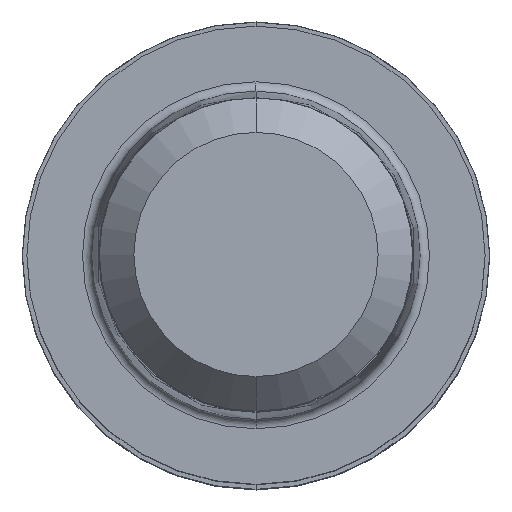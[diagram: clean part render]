
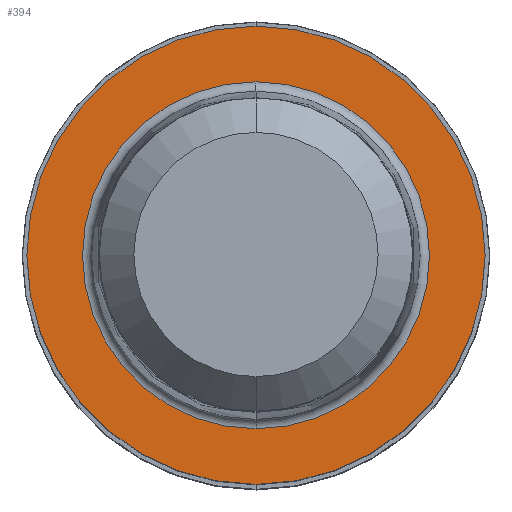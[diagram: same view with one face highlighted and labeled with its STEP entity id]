
A CAD part, top view. The second image highlights one B-rep face of the part: STEP entity #394.
In plain terms, the highlighted planar face has unit normal (0, 0, 1).
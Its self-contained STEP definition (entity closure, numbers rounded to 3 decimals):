
#196=VERTEX_POINT('',#487);
#218=EDGE_CURVE('',#276,#304,#512,.T.);
#252=VERTEX_POINT('',#551);
#276=VERTEX_POINT('',#577);
#304=VERTEX_POINT('',#609);
#322=EDGE_CURVE('',#196,#252,#629,.T.);
#382=EDGE_CURVE('',#304,#276,#697,.T.);
#394=ADVANCED_FACE('',(#710,#711),#712,.T.);
#436=EDGE_CURVE('',#252,#196,#763,.T.);
#487=CARTESIAN_POINT('',(0.0,4.9,0.01));
#512=CIRCLE('',#843,3.71);
#551=CARTESIAN_POINT('',(0.,-4.9,0.01));
#577=CARTESIAN_POINT('',(0.0,3.71,0.01));
#609=CARTESIAN_POINT('',(0.,-3.71,0.01));
#629=CIRCLE('',#1000,4.9);
#697=CIRCLE('',#1084,3.71);
#710=FACE_OUTER_BOUND('',#1100,.T.);
#711=FACE_BOUND('',#1101,.T.);
#712=PLANE('',#1102);
#763=CIRCLE('',#1162,4.9);
#843=AXIS2_PLACEMENT_3D('',#1227,#1228,#1229);
#1000=AXIS2_PLACEMENT_3D('',#1368,#1369,#1370);
#1084=AXIS2_PLACEMENT_3D('',#1467,#1468,#1469);
#1100=EDGE_LOOP('',(#1482,#1483));
#1101=EDGE_LOOP('',(#1484,#1485));
#1102=AXIS2_PLACEMENT_3D('',#1486,#1487,#1488);
#1162=AXIS2_PLACEMENT_3D('',#1565,#1566,#1567);
#1227=CARTESIAN_POINT('',(0.0,0.0,0.01));
#1228=DIRECTION('',(0.0,0.0,-1.0));
#1229=DIRECTION('',(0.0,1.0,0.0));
#1368=CARTESIAN_POINT('',(0.0,0.0,0.01));
#1369=DIRECTION('',(0.0,0.0,-1.0));
#1370=DIRECTION('',(0.0,1.0,0.0));
#1467=CARTESIAN_POINT('',(0.0,0.0,0.01));
#1468=DIRECTION('',(0.0,0.0,-1.0));
#1469=DIRECTION('',(0.0,1.0,0.0));
#1482=ORIENTED_EDGE('',*,*,#322,.F.);
#1483=ORIENTED_EDGE('',*,*,#436,.F.);
#1484=ORIENTED_EDGE('',*,*,#218,.T.);
#1485=ORIENTED_EDGE('',*,*,#382,.T.);
#1486=CARTESIAN_POINT('',(0.0,2.45,0.01));
#1487=DIRECTION('',(-0.0,0.0,1.0));
#1488=DIRECTION('',(0.0,-1.0,0.0));
#1565=CARTESIAN_POINT('',(0.0,0.0,0.01));
#1566=DIRECTION('',(0.0,0.0,-1.0));
#1567=DIRECTION('',(0.0,1.0,0.0));
